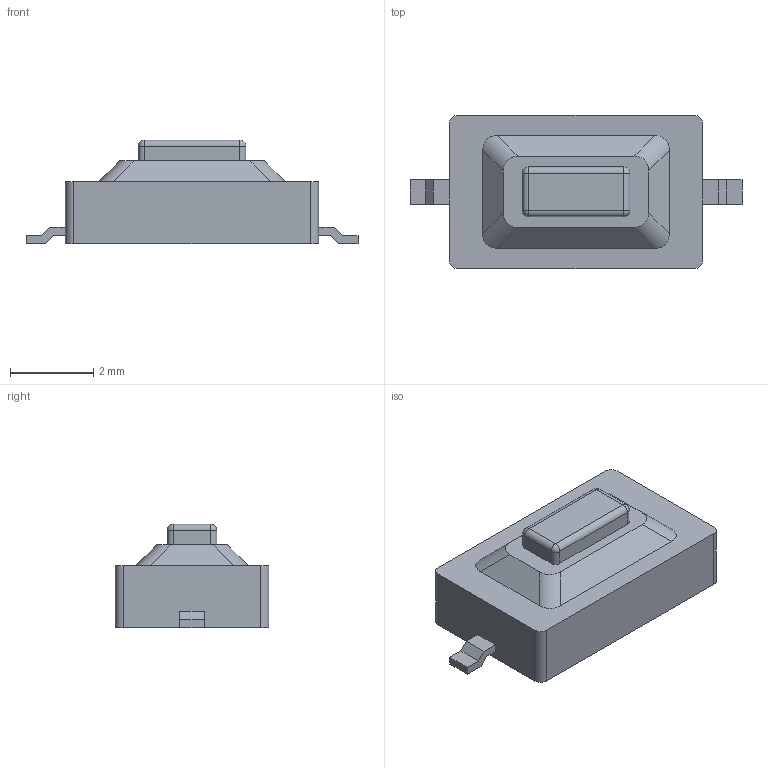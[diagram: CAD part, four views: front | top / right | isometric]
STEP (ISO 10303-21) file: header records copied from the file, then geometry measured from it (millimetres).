
FILE_DESCRIPTION(/* description */ ('STEP AP242','CAx-IF Rec.Pracs.---Representation and Presentation of Product Manufacturing Information (PMI)---4.0---2014-10-13','CAx-IF Rec.Pracs.---3D Tessellated Geometry---0.4---2014-09-14','2;1'),/* implementation_level */ '2;1');
FILE_NAME(/* name */ '61fca3757ff7901c5be50ffe',/* time_stamp */ '2022-02-04T03:54:29+00:00',/* author */ (''),/* organization */ (''),/* preprocessor_version */ 'ST-DEVELOPER v18.101',/* originating_system */ ' ',/* authorisation */ ' ');
FILE_SCHEMA (('AP242_MANAGED_MODEL_BASED_3D_ENGINEERING_MIM_LF { 1 0 10303 442 1 1 4 }'));
Length unit declared in the file: metre
Products named in the file (2): Green Tactile Switch - Green Tactile Switch; SOLID
Assembly tree (1 placements, depth 2):
  Green Tactile Switch - Green Tactile Switch
    SOLID
Bounding box: 8 x 3.7 x 2.5 mm (x, y, z)
Volume: 40 mm3; surface area: 82.8 mm2
Topology: 1 solids, 1 shells, 54 faces, 136 edges, 84 vertices
Faces by surface type: plane 34, cylinder 16, sphere 4
Entity records: 1733 total; most frequent: DIRECTION 276, CARTESIAN_POINT 272, ORIENTED_EDGE 264, EDGE_CURVE 132, LINE 100, VECTOR 100, AXIS2_PLACEMENT_3D 88, VERTEX_POINT 84
